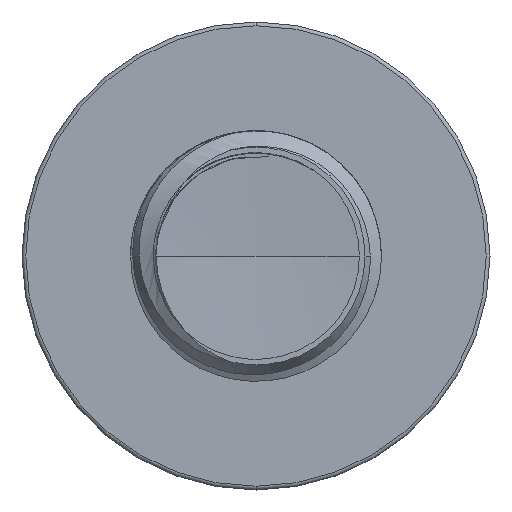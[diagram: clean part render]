
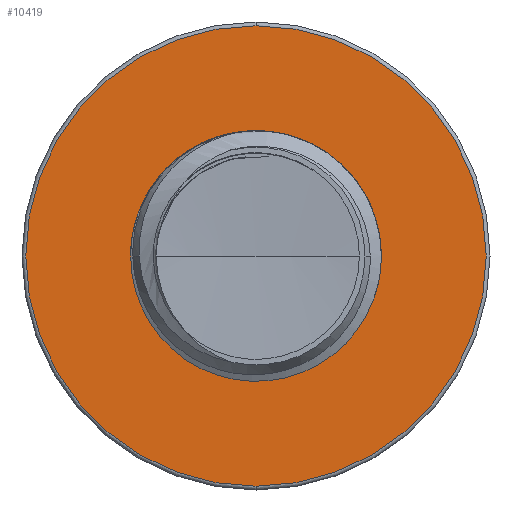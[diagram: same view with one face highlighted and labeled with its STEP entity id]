
A CAD part, front view. The second image highlights one B-rep face of the part: STEP entity #10419.
In plain terms, the highlighted planar face has unit normal (0, -1, 0).
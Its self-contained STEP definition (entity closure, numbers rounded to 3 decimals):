
#379 = EDGE_CURVE ( 'NONE', #4716, #15286, #12541, .T. ) ;
#1358 = CARTESIAN_POINT ( 'NONE',  ( 0., 12.5, 0. ) ) ;
#2570 = VERTEX_POINT ( 'NONE', #16318 ) ;
#3226 = CARTESIAN_POINT ( 'NONE',  ( 0., 12.5, 2.755 ) ) ;
#4302 = DIRECTION ( 'NONE',  ( 0., 0., -1. ) ) ;
#4716 = VERTEX_POINT ( 'NONE', #3226 ) ;
#5558 = DIRECTION ( 'NONE',  ( 0., -1., 0. ) ) ;
#6782 = DIRECTION ( 'NONE',  ( 0., 0., -1. ) ) ;
#6880 = DIRECTION ( 'NONE',  ( 0., -1., 0. ) ) ;
#7080 = PLANE ( 'NONE',  #20450 ) ;
#7169 = CARTESIAN_POINT ( 'NONE',  ( 0., 12.5, 1.436 ) ) ;
#9019 = ORIENTED_EDGE ( 'NONE', *, *, #379, .T. ) ;
#10419 = ADVANCED_FACE ( 'NONE', ( #36441, #12511 ), #7080, .T. ) ;
#12253 = VERTEX_POINT ( 'NONE', #31256 ) ;
#12496 = AXIS2_PLACEMENT_3D ( 'NONE', #27528, #27490, #27444 ) ;
#12511 = FACE_BOUND ( 'NONE', #37346, .T. ) ;
#12541 = CIRCLE ( 'NONE', #12496, 2.755 ) ;
#13271 = EDGE_LOOP ( 'NONE', ( #31538, #9019 ) ) ;
#13545 = EDGE_CURVE ( 'NONE', #15286, #4716, #39009, .T. ) ;
#14252 = ORIENTED_EDGE ( 'NONE', *, *, #35866, .F. ) ;
#14758 = AXIS2_PLACEMENT_3D ( 'NONE', #1358, #23260, #4302 ) ;
#14800 = CARTESIAN_POINT ( 'NONE',  ( 0., 12.5, -2.755 ) ) ;
#15286 = VERTEX_POINT ( 'NONE', #14800 ) ;
#16318 = CARTESIAN_POINT ( 'NONE',  ( 0., 12.5, 1.436 ) ) ;
#19986 = AXIS2_PLACEMENT_3D ( 'NONE', #24538, #5558, #27645 ) ;
#20450 = AXIS2_PLACEMENT_3D ( 'NONE', #7169, #6880, #6782 ) ;
#23260 = DIRECTION ( 'NONE',  ( 0., -1., 0. ) ) ;
#24520 = DIRECTION ( 'NONE',  ( 0., 0., -1. ) ) ;
#24538 = CARTESIAN_POINT ( 'NONE',  ( 0., 12.5, 0. ) ) ;
#24556 = DIRECTION ( 'NONE',  ( 0., -1., 0. ) ) ;
#24562 = CARTESIAN_POINT ( 'NONE',  ( 0., 12.5, 0. ) ) ;
#27444 = DIRECTION ( 'NONE',  ( 0., 0., -1. ) ) ;
#27490 = DIRECTION ( 'NONE',  ( 0., -1., 0. ) ) ;
#27528 = CARTESIAN_POINT ( 'NONE',  ( 0., 12.5, 0. ) ) ;
#27645 = DIRECTION ( 'NONE',  ( 0., 0., -1. ) ) ;
#28527 = CIRCLE ( 'NONE', #14758, 1.436 ) ;
#30781 = ORIENTED_EDGE ( 'NONE', *, *, #37907, .F. ) ;
#31256 = CARTESIAN_POINT ( 'NONE',  ( 0., 12.5, -1.436 ) ) ;
#31538 = ORIENTED_EDGE ( 'NONE', *, *, #13545, .T. ) ;
#33158 = AXIS2_PLACEMENT_3D ( 'NONE', #24562, #24556, #24520 ) ;
#34700 = CIRCLE ( 'NONE', #19986, 1.436 ) ;
#35866 = EDGE_CURVE ( 'NONE', #2570, #12253, #28527, .T. ) ;
#36441 = FACE_OUTER_BOUND ( 'NONE', #13271, .T. ) ;
#37346 = EDGE_LOOP ( 'NONE', ( #30781, #14252 ) ) ;
#37907 = EDGE_CURVE ( 'NONE', #12253, #2570, #34700, .T. ) ;
#39009 = CIRCLE ( 'NONE', #33158, 2.755 ) ;
